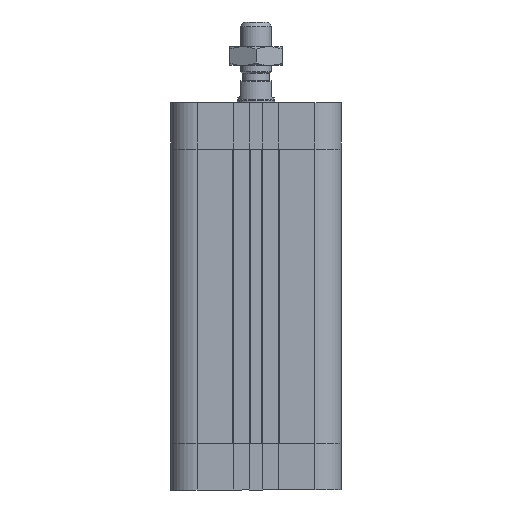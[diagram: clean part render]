
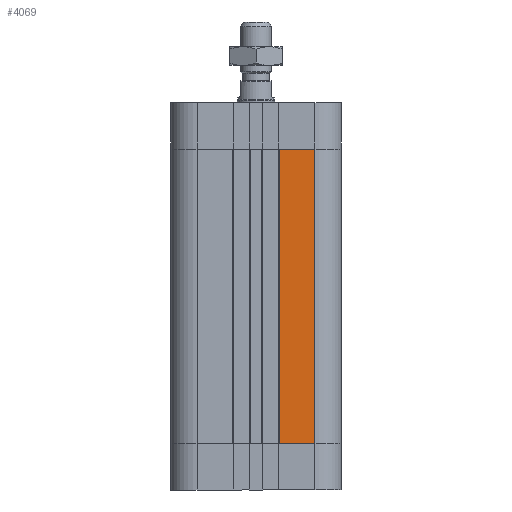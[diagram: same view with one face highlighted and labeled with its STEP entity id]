
A CAD part, front view. The second image highlights one B-rep face of the part: STEP entity #4069.
In plain terms, the highlighted planar face has unit normal (0, -1, 0).
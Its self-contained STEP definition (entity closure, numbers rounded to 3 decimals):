
#4011=CARTESIAN_POINT('',(-19.,-27.5,47.5));
#4012=VERTEX_POINT('',#4011);
#4021=CARTESIAN_POINT('',(-19.,-27.5,-47.5));
#4022=VERTEX_POINT('',#4021);
#4030=CARTESIAN_POINT('',(-19.,-27.5,-47.5));
#4031=DIRECTION('',(0.0,0.0,1.0));
#4032=VECTOR('',#4031,95.0);
#4033=LINE('',#4030,#4032);
#4034=EDGE_CURVE('',#4022,#4012,#4033,.T.);
#4039=CARTESIAN_POINT('',(-19.,-27.5,0.0));
#4040=DIRECTION('',(0.0,1.0,0.0));
#4041=DIRECTION('',(0.0,0.0,-1.0));
#4042=AXIS2_PLACEMENT_3D('',#4039,#4040,#4041);
#4043=PLANE('',#4042);
#4044=CARTESIAN_POINT('',(-7.6,-27.5,47.5));
#4045=VERTEX_POINT('',#4044);
#4046=CARTESIAN_POINT('',(-19.,-27.5,47.5));
#4047=DIRECTION('',(1.0,0.0,0.0));
#4048=VECTOR('',#4047,11.4);
#4049=LINE('',#4046,#4048);
#4050=EDGE_CURVE('',#4012,#4045,#4049,.T.);
#4051=ORIENTED_EDGE('',*,*,#4050,.F.);
#4052=ORIENTED_EDGE('',*,*,#4034,.F.);
#4053=CARTESIAN_POINT('',(-7.6,-27.5,-47.5));
#4054=VERTEX_POINT('',#4053);
#4055=CARTESIAN_POINT('',(-7.6,-27.5,-47.5));
#4056=DIRECTION('',(-1.0,0.0,0.0));
#4057=VECTOR('',#4056,11.4);
#4058=LINE('',#4055,#4057);
#4059=EDGE_CURVE('',#4054,#4022,#4058,.T.);
#4060=ORIENTED_EDGE('',*,*,#4059,.F.);
#4061=CARTESIAN_POINT('',(-7.6,-27.5,-47.5));
#4062=DIRECTION('',(0.0,0.0,1.0));
#4063=VECTOR('',#4062,95.0);
#4064=LINE('',#4061,#4063);
#4065=EDGE_CURVE('',#4054,#4045,#4064,.T.);
#4066=ORIENTED_EDGE('',*,*,#4065,.T.);
#4067=EDGE_LOOP('',(#4051,#4052,#4060,#4066));
#4068=FACE_OUTER_BOUND('',#4067,.T.);
#4069=ADVANCED_FACE('',(#4068),#4043,.F.);
